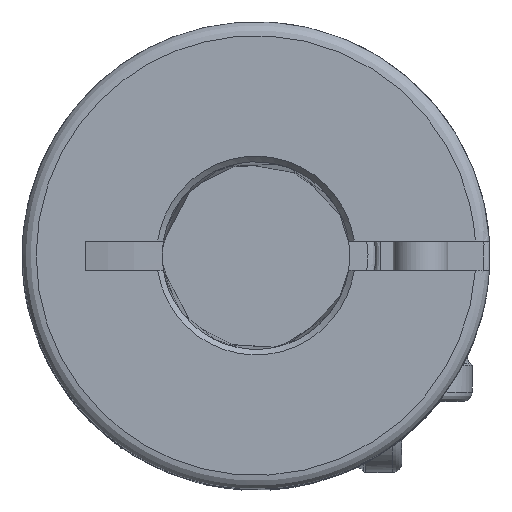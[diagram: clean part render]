
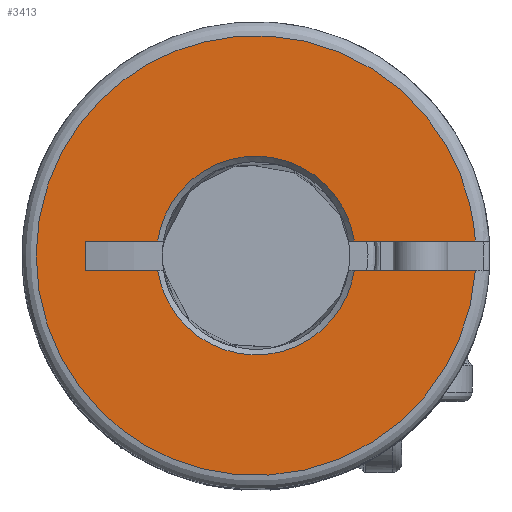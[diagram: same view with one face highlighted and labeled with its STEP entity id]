
A CAD part, top view. The second image highlights one B-rep face of the part: STEP entity #3413.
In plain terms, the highlighted free-form (B-spline) face has degree [1, 1] with [2, 2] control points.
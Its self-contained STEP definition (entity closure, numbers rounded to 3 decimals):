
#3147 = VERTEX_POINT('',#3148);
#3148 = CARTESIAN_POINT('',(-7.494,1.108,
    43.454));
#3154 = EDGE_CURVE('',#3155,#3147,#3157,.T.);
#3155 = VERTEX_POINT('',#3156);
#3156 = CARTESIAN_POINT('',(7.494,1.108,43.454
    ));
#3157 = ( BOUNDED_CURVE() B_SPLINE_CURVE(2,(#3158,#3159,#3160,#3161,
#3162),.UNSPECIFIED.,.F.,.F.) B_SPLINE_CURVE_WITH_KNOTS((3,2,3),(
    3.288,4.712,6.136),
.PIECEWISE_BEZIER_KNOTS.) CURVE() GEOMETRIC_REPRESENTATION_ITEM() 
RATIONAL_B_SPLINE_CURVE((1.,0.757,1.,0.757,1.)) 
REPRESENTATION_ITEM('') );
#3158 = CARTESIAN_POINT('',(7.494,1.108,43.454
    ));
#3159 = CARTESIAN_POINT('',(6.538,7.576,43.454
    ));
#3160 = CARTESIAN_POINT('',(0.,7.576,
    43.454));
#3161 = CARTESIAN_POINT('',(-6.538,7.576,
    43.454));
#3162 = CARTESIAN_POINT('',(-7.494,1.108,
    43.454));
#3207 = VERTEX_POINT('',#3208);
#3208 = CARTESIAN_POINT('',(16.723,1.108,
    43.454));
#3221 = EDGE_CURVE('',#3155,#3207,#3222,.T.);
#3222 = B_SPLINE_CURVE_WITH_KNOTS('',1,(#3223,#3224),.UNSPECIFIED.,.F.,
  .F.,(2,2),(-1.443,5.013),.PIECEWISE_BEZIER_KNOTS.);
#3223 = CARTESIAN_POINT('',(7.494,1.108,43.454
    ));
#3224 = CARTESIAN_POINT('',(16.723,1.108,
    43.454));
#3322 = VERTEX_POINT('',#3323);
#3323 = CARTESIAN_POINT('',(7.494,-1.108,
    43.454));
#3329 = EDGE_CURVE('',#3330,#3322,#3332,.T.);
#3330 = VERTEX_POINT('',#3331);
#3331 = CARTESIAN_POINT('',(-7.494,-1.108,
    43.454));
#3332 = ( BOUNDED_CURVE() B_SPLINE_CURVE(2,(#3333,#3334,#3335,#3336,
#3337),.UNSPECIFIED.,.F.,.F.) B_SPLINE_CURVE_WITH_KNOTS((3,2,3),(
    0.147,1.571,2.995),
.PIECEWISE_BEZIER_KNOTS.) CURVE() GEOMETRIC_REPRESENTATION_ITEM() 
RATIONAL_B_SPLINE_CURVE((1.,0.757,1.,0.757,1.)) 
REPRESENTATION_ITEM('') );
#3333 = CARTESIAN_POINT('',(-7.494,-1.108,
    43.454));
#3334 = CARTESIAN_POINT('',(-6.538,-7.576,
    43.454));
#3335 = CARTESIAN_POINT('',(0.,-7.576,
    43.454));
#3336 = CARTESIAN_POINT('',(6.538,-7.576,
    43.454));
#3337 = CARTESIAN_POINT('',(7.494,-1.108,
    43.454));
#3360 = EDGE_CURVE('',#3361,#3322,#3363,.T.);
#3361 = VERTEX_POINT('',#3362);
#3362 = CARTESIAN_POINT('',(16.723,-1.108,
    43.454));
#3363 = B_SPLINE_CURVE_WITH_KNOTS('',1,(#3364,#3365),.UNSPECIFIED.,.F.,
  .F.,(2,2),(-5.013,1.443),.PIECEWISE_BEZIER_KNOTS.);
#3364 = CARTESIAN_POINT('',(16.723,-1.108,
    43.454));
#3365 = CARTESIAN_POINT('',(7.494,-1.108,
    43.454));
#3413 = ADVANCED_FACE('',(#3414),#3449,.F.);
#3414 = FACE_BOUND('',#3415,.T.);
#3415 = EDGE_LOOP('',(#3416,#3417,#3418,#3428,#3429,#3430,#3437,#3444));
#3416 = ORIENTED_EDGE('',*,*,#3154,.F.);
#3417 = ORIENTED_EDGE('',*,*,#3221,.T.);
#3418 = ORIENTED_EDGE('',*,*,#3419,.F.);
#3419 = EDGE_CURVE('',#3361,#3207,#3420,.T.);
#3420 = ( BOUNDED_CURVE() B_SPLINE_CURVE(2,(#3421,#3422,#3423,#3424,
#3425,#3426,#3427),.UNSPECIFIED.,.F.,.F.) B_SPLINE_CURVE_WITH_KNOTS((3,2
    ,2,3),(3.208,5.258,7.308,9.359),
.PIECEWISE_BEZIER_KNOTS.) CURVE() GEOMETRIC_REPRESENTATION_ITEM() 
RATIONAL_B_SPLINE_CURVE((1.,0.519,1.,0.519,1.,
0.519,1.)) REPRESENTATION_ITEM('') );
#3421 = CARTESIAN_POINT('',(16.723,-1.108,
    43.454));
#3422 = CARTESIAN_POINT('',(14.899,-28.652,
    43.454));
#3423 = CARTESIAN_POINT('',(-8.698,-14.326,
    43.454));
#3424 = CARTESIAN_POINT('',(-32.294,0.,
    43.454));
#3425 = CARTESIAN_POINT('',(-8.698,14.326,
    43.454));
#3426 = CARTESIAN_POINT('',(14.899,28.652,
    43.454));
#3427 = CARTESIAN_POINT('',(16.723,1.108,
    43.454));
#3428 = ORIENTED_EDGE('',*,*,#3360,.T.);
#3429 = ORIENTED_EDGE('',*,*,#3329,.F.);
#3430 = ORIENTED_EDGE('',*,*,#3431,.T.);
#3431 = EDGE_CURVE('',#3330,#3432,#3434,.T.);
#3432 = VERTEX_POINT('',#3433);
#3433 = CARTESIAN_POINT('',(-13.008,-1.108,
    43.454));
#3434 = B_SPLINE_CURVE_WITH_KNOTS('',1,(#3435,#3436),.UNSPECIFIED.,.F.,
  .F.,(2,2),(11.929,15.786),.PIECEWISE_BEZIER_KNOTS.);
#3435 = CARTESIAN_POINT('',(-7.494,-1.108,
    43.454));
#3436 = CARTESIAN_POINT('',(-13.008,-1.108,
    43.454));
#3437 = ORIENTED_EDGE('',*,*,#3438,.T.);
#3438 = EDGE_CURVE('',#3432,#3439,#3441,.T.);
#3439 = VERTEX_POINT('',#3440);
#3440 = CARTESIAN_POINT('',(-13.008,1.108,
    43.454));
#3441 = B_SPLINE_CURVE_WITH_KNOTS('',1,(#3442,#3443),.UNSPECIFIED.,.F.,
  .F.,(2,2),(-0.775,0.775),.PIECEWISE_BEZIER_KNOTS.);
#3442 = CARTESIAN_POINT('',(-13.008,-1.108,
    43.454));
#3443 = CARTESIAN_POINT('',(-13.008,1.108,
    43.454));
#3444 = ORIENTED_EDGE('',*,*,#3445,.T.);
#3445 = EDGE_CURVE('',#3439,#3147,#3446,.T.);
#3446 = B_SPLINE_CURVE_WITH_KNOTS('',1,(#3447,#3448),.UNSPECIFIED.,.F.,
  .F.,(2,2),(-15.786,-11.929),.PIECEWISE_BEZIER_KNOTS.);
#3447 = CARTESIAN_POINT('',(-13.008,1.108,
    43.454));
#3448 = CARTESIAN_POINT('',(-7.494,1.108,
    43.454));
#3449 = B_SPLINE_SURFACE_WITH_KNOTS('',1,1,(
    (#3450,#3451)
    ,(#3452,#3453
    )),.UNSPECIFIED.,.F.,.F.,.F.,(2,2),(2,2),(-11.725,11.699),(
    -11.725,11.725),.PIECEWISE_BEZIER_KNOTS.);
#3450 = CARTESIAN_POINT('',(-16.76,16.76,
    43.454));
#3451 = CARTESIAN_POINT('',(-16.76,-16.76,
    43.454));
#3452 = CARTESIAN_POINT('',(16.723,16.76,
    43.454));
#3453 = CARTESIAN_POINT('',(16.723,-16.76,
    43.454));
